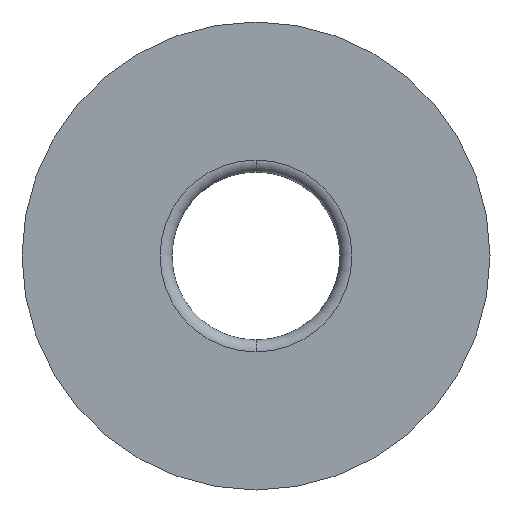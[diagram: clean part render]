
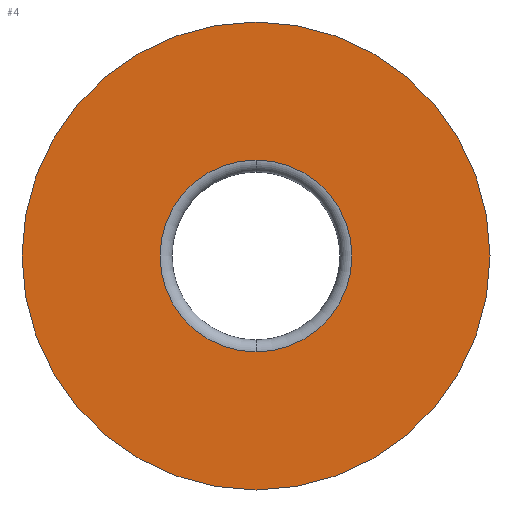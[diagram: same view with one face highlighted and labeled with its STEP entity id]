
A CAD part, front view. The second image highlights one B-rep face of the part: STEP entity #4.
In plain terms, the highlighted planar face has unit normal (0, -1, 0).
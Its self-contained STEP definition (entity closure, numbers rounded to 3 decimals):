
#4 = ADVANCED_FACE ( 'NONE', ( #427, #234 ), #429, .T. ) ;
#6 = ORIENTED_EDGE ( 'NONE', *, *, #66, .T. ) ;
#10 = EDGE_LOOP ( 'NONE', ( #6, #311 ) ) ;
#11 = VERTEX_POINT ( 'NONE', #200 ) ;
#27 = EDGE_CURVE ( 'NONE', #113, #11, #111, .T. ) ;
#30 = CARTESIAN_POINT ( 'NONE',  ( -39., 0., 0. ) ) ;
#46 = DIRECTION ( 'NONE',  ( 0., 0., 1. ) ) ;
#47 = ORIENTED_EDGE ( 'NONE', *, *, #84, .F. ) ;
#55 = AXIS2_PLACEMENT_3D ( 'NONE', #114, #244, #46 ) ;
#57 = AXIS2_PLACEMENT_3D ( 'NONE', #30, #63, #297 ) ;
#63 = DIRECTION ( 'NONE',  ( 0., -1., 0. ) ) ;
#65 = DIRECTION ( 'NONE',  ( 0., 0., 1. ) ) ;
#66 = EDGE_CURVE ( 'NONE', #11, #113, #376, .T. ) ;
#81 = DIRECTION ( 'NONE',  ( 0., 0., 1. ) ) ;
#83 = VERTEX_POINT ( 'NONE', #281 ) ;
#84 = EDGE_CURVE ( 'NONE', #254, #83, #431, .T. ) ;
#95 = EDGE_CURVE ( 'NONE', #83, #254, #245, .T. ) ;
#97 = ORIENTED_EDGE ( 'NONE', *, *, #95, .F. ) ;
#111 = CIRCLE ( 'NONE', #155, 16. ) ;
#113 = VERTEX_POINT ( 'NONE', #243 ) ;
#114 = CARTESIAN_POINT ( 'NONE',  ( 0., 0., 0. ) ) ;
#120 = AXIS2_PLACEMENT_3D ( 'NONE', #351, #378, #319 ) ;
#155 = AXIS2_PLACEMENT_3D ( 'NONE', #396, #367, #65 ) ;
#184 = DIRECTION ( 'NONE',  ( 0., 1., 0. ) ) ;
#193 = CARTESIAN_POINT ( 'NONE',  ( 0., 0., -39. ) ) ;
#200 = CARTESIAN_POINT ( 'NONE',  ( 0., 0., 16. ) ) ;
#234 = FACE_OUTER_BOUND ( 'NONE', #321, .T. ) ;
#243 = CARTESIAN_POINT ( 'NONE',  ( 0., 0., -16. ) ) ;
#244 = DIRECTION ( 'NONE',  ( 0., 1., 0. ) ) ;
#245 = CIRCLE ( 'NONE', #55, 39. ) ;
#254 = VERTEX_POINT ( 'NONE', #193 ) ;
#281 = CARTESIAN_POINT ( 'NONE',  ( 0., 0., 39. ) ) ;
#297 = DIRECTION ( 'NONE',  ( 0., 0., -1. ) ) ;
#311 = ORIENTED_EDGE ( 'NONE', *, *, #27, .T. ) ;
#319 = DIRECTION ( 'NONE',  ( 0., 0., 1. ) ) ;
#321 = EDGE_LOOP ( 'NONE', ( #97, #47 ) ) ;
#324 = AXIS2_PLACEMENT_3D ( 'NONE', #342, #184, #81 ) ;
#342 = CARTESIAN_POINT ( 'NONE',  ( 0., 0., 0. ) ) ;
#351 = CARTESIAN_POINT ( 'NONE',  ( 0., 0., 0. ) ) ;
#367 = DIRECTION ( 'NONE',  ( 0., 1., 0. ) ) ;
#376 = CIRCLE ( 'NONE', #324, 16. ) ;
#378 = DIRECTION ( 'NONE',  ( 0., 1., 0. ) ) ;
#396 = CARTESIAN_POINT ( 'NONE',  ( 0., 0., 0. ) ) ;
#427 = FACE_BOUND ( 'NONE', #10, .T. ) ;
#429 = PLANE ( 'NONE',  #57 ) ;
#431 = CIRCLE ( 'NONE', #120, 39. ) ;
